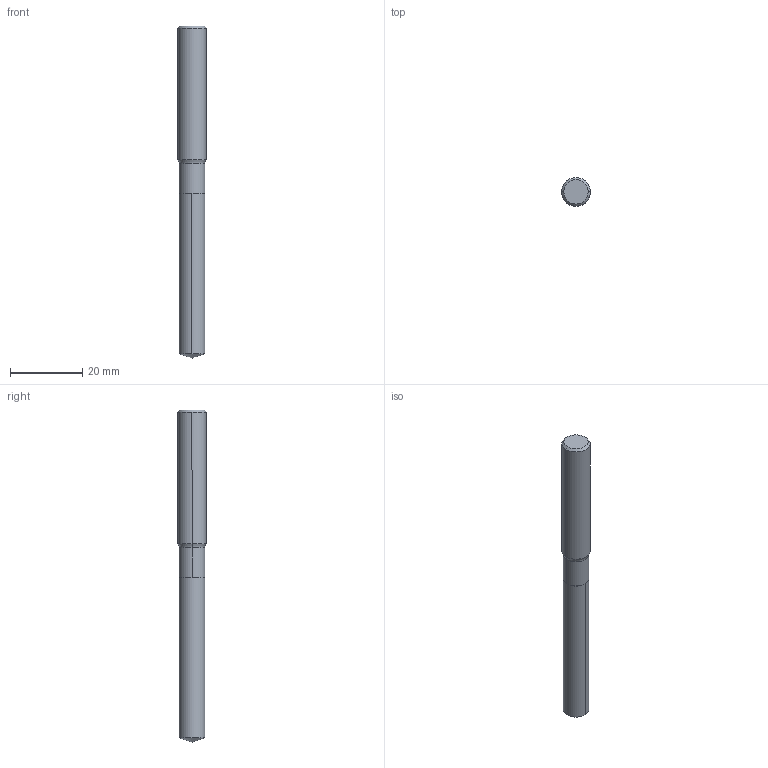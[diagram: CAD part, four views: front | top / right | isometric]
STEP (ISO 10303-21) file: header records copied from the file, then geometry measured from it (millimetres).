
FILE_DESCRIPTION (( 'STEP AP203' ), '1' );
FILE_NAME ('52344.STEP', '2024-04-19T13:48:49', ( '' ), ( '' ), 'SwSTEP 2.0', 'SolidWorks 2023', '' );
FILE_SCHEMA (( 'CONFIG_CONTROL_DESIGN' ));
Length unit declared in the file: inch
Products named in the file (1): 52344
Bounding box: 7.94 x 7.94 x 92.08 mm (x, y, z)
Volume: 4004 mm3; surface area: 2297.6 mm2
Topology: 2 solids, 2 shells, 17 faces, 32 edges, 17 vertices
Faces by surface type: cylinder 6, cone 6, plane 3, torus 2
Entity records: 487 total; most frequent: DIRECTION 84, CARTESIAN_POINT 65, ORIENTED_EDGE 60, AXIS2_PLACEMENT_3D 36, EDGE_CURVE 30, CIRCLE 18, ADVANCED_FACE 17, EDGE_LOOP 17
